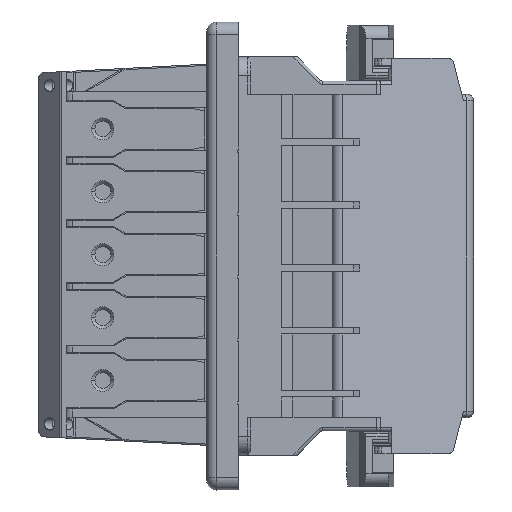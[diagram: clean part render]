
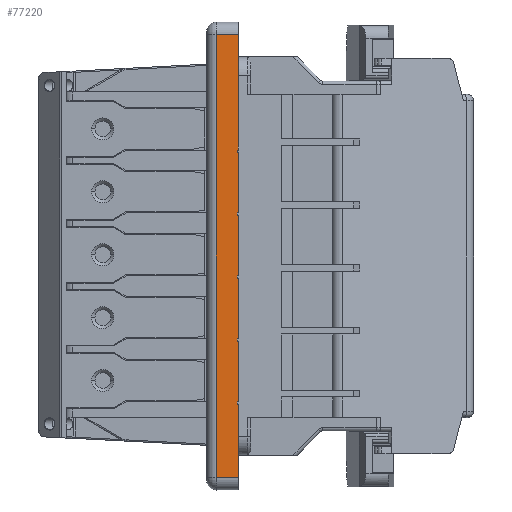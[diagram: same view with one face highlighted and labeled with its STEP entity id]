
A CAD part, front view. The second image highlights one B-rep face of the part: STEP entity #77220.
In plain terms, the highlighted face is planar.
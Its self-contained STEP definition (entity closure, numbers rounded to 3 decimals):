
#75350=CARTESIAN_POINT('',(-22.658,1.549,
5.1));
#75360=DIRECTION('',(-0.342,-0.94,
0.));
#75370=DIRECTION('',(0.94,-0.342,0.));
#75380=AXIS2_PLACEMENT_3D('',#75350,#75360,#75370);
#75390=PLANE('',#75380);
#75400=CARTESIAN_POINT('',(-0.684,-6.449,
55.2));
#75410=DIRECTION('',(-0.94,0.342,
0.));
#75420=VECTOR('',#75410,1.);
#75430=LINE('',#75400,#75420);
#75440=CARTESIAN_POINT('',(-15.892,-0.914,
55.2));
#75450=VERTEX_POINT('',#75440);
#75460=CARTESIAN_POINT('',(-19.181,0.283,
55.2));
#75470=VERTEX_POINT('',#75460);
#75480=EDGE_CURVE('',#75450,#75470,#75430,.T.);
#75490=ORIENTED_EDGE('',*,*,#75480,.T.);
#75500=CARTESIAN_POINT('',(-15.892,-0.914,0.));
#75510=DIRECTION('',(0.,0.,-1.));
#75520=VECTOR('',#75510,1.);
#75530=LINE('',#75500,#75520);
#75540=CARTESIAN_POINT('',(-15.892,-0.914,
36.85));
#75550=VERTEX_POINT('',#75540);
#75560=EDGE_CURVE('',#75450,#75550,#75530,.T.);
#75570=ORIENTED_EDGE('',*,*,#75560,.F.);
#75580=CARTESIAN_POINT('',(0.,-6.698,36.85));
#75590=DIRECTION('',(0.94,-0.342,
0.));
#75600=VECTOR('',#75590,1.);
#75610=LINE('',#75580,#75600);
#75620=CARTESIAN_POINT('',(-16.033,-0.863,
36.85));
#75630=VERTEX_POINT('',#75620);
#75640=EDGE_CURVE('',#75630,#75550,#75610,.T.);
#75650=ORIENTED_EDGE('',*,*,#75640,.T.);
#75660=CARTESIAN_POINT('',(-16.033,-0.863,0.));
#75670=DIRECTION('',(0.,0.,1.));
#75680=VECTOR('',#75670,1.);
#75690=LINE('',#75660,#75680);
#75700=CARTESIAN_POINT('',(-16.033,-0.863,
36.4));
#75710=VERTEX_POINT('',#75700);
#75720=EDGE_CURVE('',#75710,#75630,#75690,.T.);
#75730=ORIENTED_EDGE('',*,*,#75720,.T.);
#75740=CARTESIAN_POINT('',(0.,-6.698,36.4));
#75750=DIRECTION('',(-0.94,0.342,
0.));
#75760=VECTOR('',#75750,1.);
#75770=LINE('',#75740,#75760);
#75780=CARTESIAN_POINT('',(-15.892,-0.914,
36.4));
#75790=VERTEX_POINT('',#75780);
#75800=EDGE_CURVE('',#75790,#75710,#75770,.T.);
#75810=ORIENTED_EDGE('',*,*,#75800,.T.);
#75820=CARTESIAN_POINT('',(-15.892,-0.914,0.));
#75830=DIRECTION('',(0.,0.,-1.));
#75840=VECTOR('',#75830,1.);
#75850=LINE('',#75820,#75840);
#75860=CARTESIAN_POINT('',(-15.892,-0.914,
26.85));
#75870=VERTEX_POINT('',#75860);
#75880=EDGE_CURVE('',#75790,#75870,#75850,.T.);
#75890=ORIENTED_EDGE('',*,*,#75880,.F.);
#75900=CARTESIAN_POINT('',(0.,-6.698,26.85));
#75910=DIRECTION('',(0.94,-0.342,
0.));
#75920=VECTOR('',#75910,1.);
#75930=LINE('',#75900,#75920);
#75940=CARTESIAN_POINT('',(-16.033,-0.863,
26.85));
#75950=VERTEX_POINT('',#75940);
#75960=EDGE_CURVE('',#75950,#75870,#75930,.T.);
#75970=ORIENTED_EDGE('',*,*,#75960,.T.);
#75980=CARTESIAN_POINT('',(-16.033,-0.863,0.));
#75990=DIRECTION('',(0.,0.,1.));
#76000=VECTOR('',#75990,1.);
#76010=LINE('',#75980,#76000);
#76020=CARTESIAN_POINT('',(-16.033,-0.863,
26.4));
#76030=VERTEX_POINT('',#76020);
#76040=EDGE_CURVE('',#76030,#75950,#76010,.T.);
#76050=ORIENTED_EDGE('',*,*,#76040,.T.);
#76060=CARTESIAN_POINT('',(0.,-6.698,26.4));
#76070=DIRECTION('',(-0.94,0.342,
0.));
#76080=VECTOR('',#76070,1.);
#76090=LINE('',#76060,#76080);
#76100=CARTESIAN_POINT('',(-15.892,-0.914,
26.4));
#76110=VERTEX_POINT('',#76100);
#76120=EDGE_CURVE('',#76110,#76030,#76090,.T.);
#76130=ORIENTED_EDGE('',*,*,#76120,.T.);
#76140=CARTESIAN_POINT('',(-15.892,-0.914,
16.85));
#76150=VERTEX_POINT('',#76140);
#76160=EDGE_CURVE('',#76110,#76150,#75850,.T.);
#76170=ORIENTED_EDGE('',*,*,#76160,.F.);
#76180=CARTESIAN_POINT('',(0.,-6.698,16.85));
#76190=DIRECTION('',(0.94,-0.342,
0.));
#76200=VECTOR('',#76190,1.);
#76210=LINE('',#76180,#76200);
#76220=CARTESIAN_POINT('',(-16.033,-0.863,
16.85));
#76230=VERTEX_POINT('',#76220);
#76240=EDGE_CURVE('',#76230,#76150,#76210,.T.);
#76250=ORIENTED_EDGE('',*,*,#76240,.T.);
#76260=CARTESIAN_POINT('',(-16.033,-0.863,0.));
#76270=DIRECTION('',(0.,0.,1.));
#76280=VECTOR('',#76270,1.);
#76290=LINE('',#76260,#76280);
#76300=CARTESIAN_POINT('',(-16.033,-0.863,
16.4));
#76310=VERTEX_POINT('',#76300);
#76320=EDGE_CURVE('',#76310,#76230,#76290,.T.);
#76330=ORIENTED_EDGE('',*,*,#76320,.T.);
#76340=CARTESIAN_POINT('',(0.,-6.698,16.4));
#76350=DIRECTION('',(-0.94,0.342,
0.));
#76360=VECTOR('',#76350,1.);
#76370=LINE('',#76340,#76360);
#76380=CARTESIAN_POINT('',(-15.892,-0.914,
16.4));
#76390=VERTEX_POINT('',#76380);
#76400=EDGE_CURVE('',#76390,#76310,#76370,.T.);
#76410=ORIENTED_EDGE('',*,*,#76400,.T.);
#76420=CARTESIAN_POINT('',(-15.892,-0.914,
6.85));
#76430=VERTEX_POINT('',#76420);
#76440=EDGE_CURVE('',#76390,#76430,#75850,.T.);
#76450=ORIENTED_EDGE('',*,*,#76440,.F.);
#76460=CARTESIAN_POINT('',(0.,-6.698,6.85));
#76470=DIRECTION('',(0.94,-0.342,
0.));
#76480=VECTOR('',#76470,1.);
#76490=LINE('',#76460,#76480);
#76500=CARTESIAN_POINT('',(-16.033,-0.863,
6.85));
#76510=VERTEX_POINT('',#76500);
#76520=EDGE_CURVE('',#76510,#76430,#76490,.T.);
#76530=ORIENTED_EDGE('',*,*,#76520,.T.);
#76540=CARTESIAN_POINT('',(-16.033,-0.863,0.));
#76550=DIRECTION('',(0.,0.,1.));
#76560=VECTOR('',#76550,1.);
#76570=LINE('',#76540,#76560);
#76580=CARTESIAN_POINT('',(-16.033,-0.863,
6.4));
#76590=VERTEX_POINT('',#76580);
#76600=EDGE_CURVE('',#76590,#76510,#76570,.T.);
#76610=ORIENTED_EDGE('',*,*,#76600,.T.);
#76620=CARTESIAN_POINT('',(0.,-6.698,6.4));
#76630=DIRECTION('',(-0.94,0.342,
0.));
#76640=VECTOR('',#76630,1.);
#76650=LINE('',#76620,#76640);
#76660=CARTESIAN_POINT('',(-15.892,-0.914,
6.4));
#76670=VERTEX_POINT('',#76660);
#76680=EDGE_CURVE('',#76670,#76590,#76650,.T.);
#76690=ORIENTED_EDGE('',*,*,#76680,.T.);
#76700=CARTESIAN_POINT('',(-15.892,-0.914,
-3.15));
#76710=VERTEX_POINT('',#76700);
#76720=EDGE_CURVE('',#76670,#76710,#75850,.T.);
#76730=ORIENTED_EDGE('',*,*,#76720,.F.);
#76740=CARTESIAN_POINT('',(0.,-6.698,-3.15));
#76750=DIRECTION('',(0.94,-0.342,
0.));
#76760=VECTOR('',#76750,1.);
#76770=LINE('',#76740,#76760);
#76780=CARTESIAN_POINT('',(-16.033,-0.863,
-3.15));
#76790=VERTEX_POINT('',#76780);
#76800=EDGE_CURVE('',#76790,#76710,#76770,.T.);
#76810=ORIENTED_EDGE('',*,*,#76800,.T.);
#76820=CARTESIAN_POINT('',(-16.033,-0.863,0.));
#76830=DIRECTION('',(0.,0.,1.));
#76840=VECTOR('',#76830,1.);
#76850=LINE('',#76820,#76840);
#76860=CARTESIAN_POINT('',(-16.033,-0.863,
-3.6));
#76870=VERTEX_POINT('',#76860);
#76880=EDGE_CURVE('',#76870,#76790,#76850,.T.);
#76890=ORIENTED_EDGE('',*,*,#76880,.T.);
#76900=CARTESIAN_POINT('',(0.,-6.698,-3.6));
#76910=DIRECTION('',(-0.94,0.342,
0.));
#76920=VECTOR('',#76910,1.);
#76930=LINE('',#76900,#76920);
#76940=CARTESIAN_POINT('',(-15.892,-0.914,
-3.6));
#76950=VERTEX_POINT('',#76940);
#76960=EDGE_CURVE('',#76950,#76870,#76930,.T.);
#76970=ORIENTED_EDGE('',*,*,#76960,.T.);
#76980=CARTESIAN_POINT('',(-15.892,-0.914,0.));
#76990=DIRECTION('',(0.,0.,-1.));
#77000=VECTOR('',#76990,1.);
#77010=LINE('',#76980,#77000);
#77020=CARTESIAN_POINT('',(-15.892,-0.914,
-15.2));
#77030=VERTEX_POINT('',#77020);
#77040=EDGE_CURVE('',#76950,#77030,#77010,.T.);
#77050=ORIENTED_EDGE('',*,*,#77040,.F.);
#77060=CARTESIAN_POINT('',(-0.684,-6.449,
-15.2));
#77070=DIRECTION('',(-0.94,0.342,
0.));
#77080=VECTOR('',#77070,1.);
#77090=LINE('',#77060,#77080);
#77100=CARTESIAN_POINT('',(-19.181,0.283,
-15.2));
#77110=VERTEX_POINT('',#77100);
#77120=EDGE_CURVE('',#77030,#77110,#77090,.T.);
#77130=ORIENTED_EDGE('',*,*,#77120,.F.);
#77140=CARTESIAN_POINT('',(-19.181,0.283,
0.));
#77150=DIRECTION('',(0.,0.,-1.));
#77160=VECTOR('',#77150,1.);
#77170=LINE('',#77140,#77160);
#77180=EDGE_CURVE('',#75470,#77110,#77170,.T.);
#77190=ORIENTED_EDGE('',*,*,#77180,.T.);
#77200=EDGE_LOOP('',(#77190,#77130,#77050,#76970,#76890,#76810,#76730,
#76690,#76610,#76530,#76450,#76410,#76330,#76250,#76170,#76130,#76050,
#75970,#75890,#75810,#75730,#75650,#75570,#75490));
#77210=FACE_OUTER_BOUND('',#77200,.T.);
#77220=ADVANCED_FACE('',(#77210),#75390,.T.);
